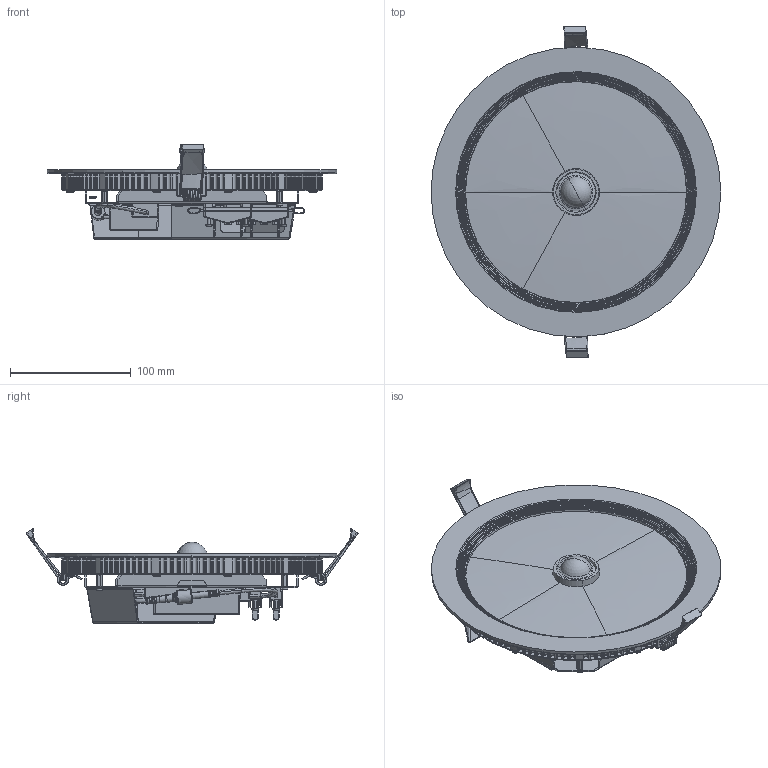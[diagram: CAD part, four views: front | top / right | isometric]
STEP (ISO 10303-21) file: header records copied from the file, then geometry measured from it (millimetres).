
FILE_DESCRIPTION((''),'2;1');
FILE_NAME('','',('none'),('none'),'','','none');
FILE_SCHEMA(('CONFIG_CONTROL_DESIGN'));
Products named in the file (1): EO10299032
Bounding box: 240.08 x 275.11 x 78.5 mm (x, y, z)
Volume: 644533.3 mm3; surface area: 337917.8 mm2
Topology: 46 solids, 46 shells, 3747 faces, 8645 edges, 4727 vertices
Faces by surface type: cylinder 1325, torus 902, plane 829, bspline 321, sphere 211, cone 127, revolution 26, extrusion 6
Entity records: 122681 total; most frequent: CARTESIAN_POINT 45778, ORIENTED_EDGE 16690, DIRECTION 13597, EDGE_CURVE 8345, AXIS2_PLACEMENT_3D 7098, VERTEX_POINT 4727, CIRCLE 4008, EDGE_LOOP 3800
